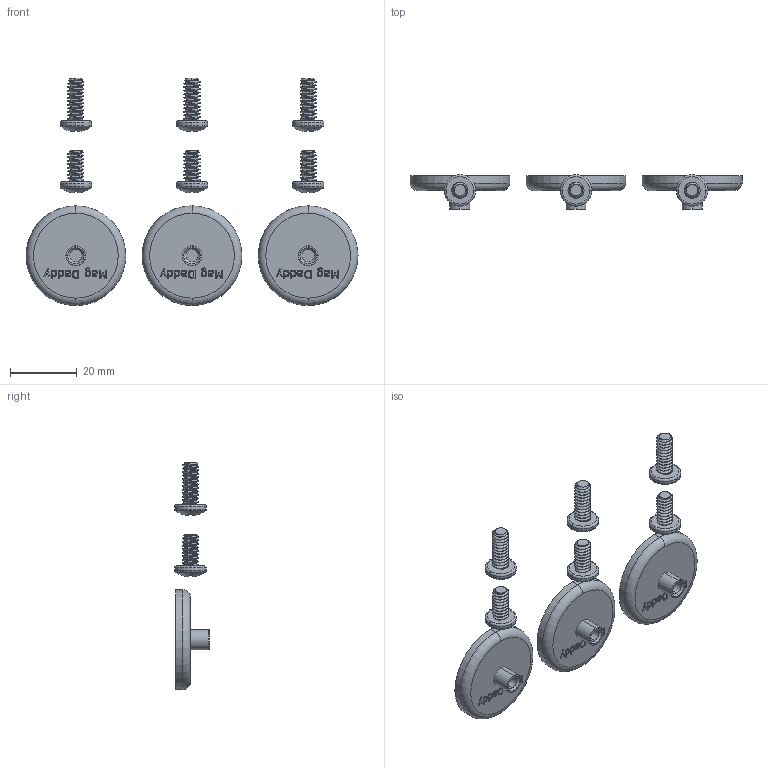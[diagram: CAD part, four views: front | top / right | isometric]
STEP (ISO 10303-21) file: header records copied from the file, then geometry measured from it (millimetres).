
FILE_DESCRIPTION (( 'STEP AP203' ), '1' );
FILE_NAME ('MM200.STEP', '2023-10-31T18:56:39', ( '' ), ( '' ), 'SwSTEP 2.0', 'SolidWorks 2021', '' );
FILE_SCHEMA (( 'CONFIG_CONTROL_DESIGN' ));
Length unit declared in the file: inch
Products named in the file (6): 72438_72438; 1172440_1172440; MAGTF; MAGTF CUP Ø30mm; MM200; MAGNET 40LB Ø25mm
Assembly tree (11 placements, depth 3):
  MM200
    MAGTF  x3
      MAGTF CUP Ø30mm
      MAGNET 40LB Ø25mm
    72438_72438  x3
    1172440_1172440  x3
Bounding box: 99.85 x 10.39 x 68.34 mm (x, y, z)
Volume: 10464.4 mm3; surface area: 12788.6 mm2
Topology: 12 solids, 12 shells, 1143 faces, 3129 edges, 2064 vertices
Faces by surface type: cylinder 435, plane 354, bspline 228, cone 60, torus 54, sphere 12
Entity records: 17727 total; most frequent: CARTESIAN_POINT 8413, ORIENTED_EDGE 2086, DIRECTION 1403, EDGE_CURVE 1043, VERTEX_POINT 688, AXIS2_PLACEMENT_3D 472, VECTOR 459, LINE 459
